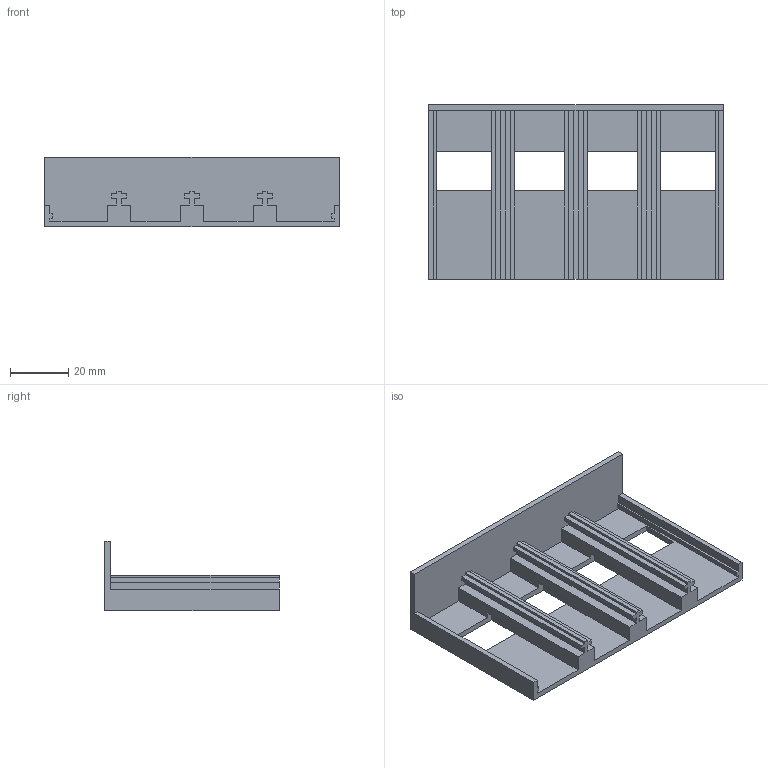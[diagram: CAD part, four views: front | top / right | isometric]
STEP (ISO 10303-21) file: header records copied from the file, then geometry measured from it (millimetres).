
FILE_DESCRIPTION(('CATIA V5 STEP Exchange'),'2;1');
FILE_NAME('1SDH001294R0058_1PA_001_00_A1_4p_LTC_inf.stp','2014-12-04T15:42:00+00:00',('none'),('none'),'CATIA Version 5 Release 20 SP 1 (IN-10)','CATIA V5 STEP AP214','none');
FILE_SCHEMA(('AUTOMOTIVE_DESIGN { 1 0 10303 214 1 1 1 1 }'));
Length unit declared in the file: millimetre
Products named in the file (1): 1SDH001294R0058_1PA_001_00_A1_4p_LTC_inf
Bounding box: 101.2 x 60 x 24 mm (x, y, z)
Volume: 25088.6 mm3; surface area: 22214.8 mm2
Topology: 1 solids, 1 shells, 92 faces, 282 edges, 188 vertices
Faces by surface type: plane 92
Entity records: 2905 total; most frequent: ORIENTED_EDGE 564, CARTESIAN_POINT 519, DIRECTION 378, VECTOR 282, EDGE_CURVE 282, LINE 282, VERTEX_POINT 188, EDGE_LOOP 96
